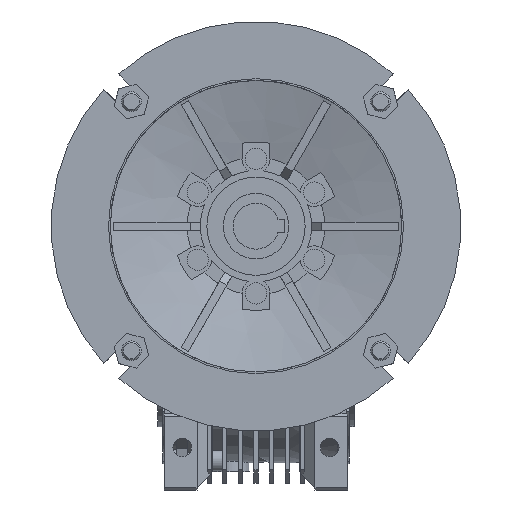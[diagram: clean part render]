
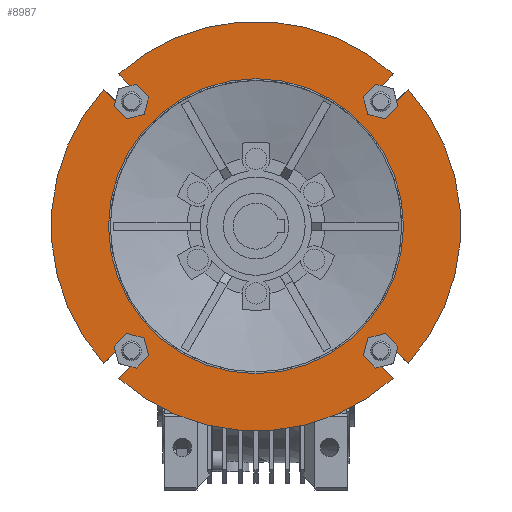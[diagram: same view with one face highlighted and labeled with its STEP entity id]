
A CAD part, front view. The second image highlights one B-rep face of the part: STEP entity #8987.
In plain terms, the highlighted face is planar.
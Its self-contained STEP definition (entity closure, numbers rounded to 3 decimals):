
#8987=ADVANCED_FACE('',(#17039,#17041),#17043,.T.);
#17039=FACE_BOUND('',#17040,.T.);
#17040=EDGE_LOOP('',(#22963,#22964,#22965,#22966,#22967,#22968,#22969,#22970,#22971,
#22972,#22973,#22974,#22975,#22976,#22977,#22978));
#17041=FACE_BOUND('',#17042,.T.);
#17042=EDGE_LOOP('',(#22979));
#17043=PLANE('',#17044);
#17044=AXIS2_PLACEMENT_3D('',#17045,#17046,#17047);
#17045=CARTESIAN_POINT('',(31.5,30.,0.));
#17046=DIRECTION('',(1.,0.,-0.));
#17047=DIRECTION('',(-0.,0.,-1.));
#22963=ORIENTED_EDGE('',*,*,#26093,.T.);
#22964=ORIENTED_EDGE('',*,*,#26094,.T.);
#22965=ORIENTED_EDGE('',*,*,#26095,.T.);
#22966=ORIENTED_EDGE('',*,*,#26096,.F.);
#22967=ORIENTED_EDGE('',*,*,#26097,.T.);
#22968=ORIENTED_EDGE('',*,*,#26098,.T.);
#22969=ORIENTED_EDGE('',*,*,#26099,.T.);
#22970=ORIENTED_EDGE('',*,*,#26100,.F.);
#22971=ORIENTED_EDGE('',*,*,#26101,.T.);
#22972=ORIENTED_EDGE('',*,*,#26102,.T.);
#22973=ORIENTED_EDGE('',*,*,#26103,.T.);
#22974=ORIENTED_EDGE('',*,*,#26104,.F.);
#22975=ORIENTED_EDGE('',*,*,#26089,.T.);
#22976=ORIENTED_EDGE('',*,*,#26092,.T.);
#22977=ORIENTED_EDGE('',*,*,#26105,.T.);
#22978=ORIENTED_EDGE('',*,*,#26106,.F.);
#22979=ORIENTED_EDGE('',*,*,#26107,.F.);
#26089=EDGE_CURVE('',#30742,#30740,#30743,.T.);
#26092=EDGE_CURVE('',#30740,#30745,#30747,.T.);
#26093=EDGE_CURVE('',#30748,#30749,#30750,.T.);
#26094=EDGE_CURVE('',#30749,#30751,#30752,.T.);
#26095=EDGE_CURVE('',#30751,#30753,#30754,.T.);
#26096=EDGE_CURVE('',#30755,#30753,#30756,.T.);
#26097=EDGE_CURVE('',#30755,#30757,#30758,.T.);
#26098=EDGE_CURVE('',#30757,#30759,#30760,.T.);
#26099=EDGE_CURVE('',#30759,#30761,#30762,.T.);
#26100=EDGE_CURVE('',#30763,#30761,#30764,.T.);
#26101=EDGE_CURVE('',#30763,#30765,#30766,.T.);
#26102=EDGE_CURVE('',#30765,#30767,#30768,.T.);
#26103=EDGE_CURVE('',#30767,#30769,#30770,.T.);
#26104=EDGE_CURVE('',#30742,#30769,#30771,.T.);
#26105=EDGE_CURVE('',#30745,#30772,#30773,.T.);
#26106=EDGE_CURVE('',#30748,#30772,#30774,.T.);
#26107=EDGE_CURVE('',#30775,#30775,#30776,.T.);
#30740=VERTEX_POINT('',#43623);
#30742=VERTEX_POINT('',#43627);
#30743=LINE('',#43628,#43629);
#30745=VERTEX_POINT('',#43634);
#30747=CIRCLE('',#43638,125.);
#30748=VERTEX_POINT('',#43642);
#30749=VERTEX_POINT('',#43643);
#30750=LINE('',#43644,#43645);
#30751=VERTEX_POINT('',#43647);
#30752=CIRCLE('',#43648,125.);
#30753=VERTEX_POINT('',#43652);
#30754=LINE('',#43653,#43654);
#30755=VERTEX_POINT('',#43656);
#30756=CIRCLE('',#43657,6.5);
#30757=VERTEX_POINT('',#43661);
#30758=LINE('',#43662,#43663);
#30759=VERTEX_POINT('',#43665);
#30760=CIRCLE('',#43666,125.);
#30761=VERTEX_POINT('',#43670);
#30762=LINE('',#43671,#43672);
#30763=VERTEX_POINT('',#43674);
#30764=CIRCLE('',#43675,6.5);
#30765=VERTEX_POINT('',#43679);
#30766=LINE('',#43680,#43681);
#30767=VERTEX_POINT('',#43683);
#30768=CIRCLE('',#43684,125.);
#30769=VERTEX_POINT('',#43688);
#30770=LINE('',#43689,#43690);
#30771=CIRCLE('',#43692,6.5);
#30772=VERTEX_POINT('',#43696);
#30773=LINE('',#43697,#43698);
#30774=CIRCLE('',#43700,6.5);
#30775=VERTEX_POINT('',#43704);
#30776=CIRCLE('',#43705,90.);
#43623=CARTESIAN_POINT('',(31.5,-83.673,-92.865));
#43627=CARTESIAN_POINT('',(31.5,-71.418,-80.61));
#43628=CARTESIAN_POINT('',(31.5,-71.418,-80.61));
#43629=VECTOR('',#43630,1.);
#43630=DIRECTION('',(0.,-0.707,-0.707));
#43634=CARTESIAN_POINT('',(31.5,83.673,-92.865));
#43638=AXIS2_PLACEMENT_3D('',#43639,#43640,#43641);
#43639=CARTESIAN_POINT('',(31.5,0.,0.));
#43640=DIRECTION('',(1.,-0.,0.));
#43641=DIRECTION('',(0.,-0.669,-0.743));
#43642=CARTESIAN_POINT('',(31.5,80.61,-71.418));
#43643=CARTESIAN_POINT('',(31.5,92.865,-83.673));
#43644=CARTESIAN_POINT('',(31.5,80.61,-71.418));
#43645=VECTOR('',#43646,1.);
#43646=DIRECTION('',(0.,0.707,-0.707));
#43647=CARTESIAN_POINT('',(31.5,92.865,83.673));
#43648=AXIS2_PLACEMENT_3D('',#43649,#43650,#43651);
#43649=CARTESIAN_POINT('',(31.5,0.,0.));
#43650=DIRECTION('',(1.,-0.,0.));
#43651=DIRECTION('',(0.,0.743,-0.669));
#43652=CARTESIAN_POINT('',(31.5,80.61,71.418));
#43653=CARTESIAN_POINT('',(31.5,92.865,83.673));
#43654=VECTOR('',#43655,1.);
#43655=DIRECTION('',(0.,-0.707,-0.707));
#43656=CARTESIAN_POINT('',(31.5,71.418,80.61));
#43657=AXIS2_PLACEMENT_3D('',#43658,#43659,#43660);
#43658=CARTESIAN_POINT('',(31.5,76.014,76.014));
#43659=DIRECTION('',(1.,0.,-0.));
#43660=DIRECTION('',(0.,-0.707,0.707));
#43661=CARTESIAN_POINT('',(31.5,83.673,92.865));
#43662=CARTESIAN_POINT('',(31.5,71.418,80.61));
#43663=VECTOR('',#43664,1.);
#43664=DIRECTION('',(0.,0.707,0.707));
#43665=CARTESIAN_POINT('',(31.5,-83.673,92.865));
#43666=AXIS2_PLACEMENT_3D('',#43667,#43668,#43669);
#43667=CARTESIAN_POINT('',(31.5,0.,0.));
#43668=DIRECTION('',(1.,0.,-0.));
#43669=DIRECTION('',(0.,0.669,0.743));
#43670=CARTESIAN_POINT('',(31.5,-71.418,80.61));
#43671=CARTESIAN_POINT('',(31.5,-83.673,92.865));
#43672=VECTOR('',#43673,1.);
#43673=DIRECTION('',(0.,0.707,-0.707));
#43674=CARTESIAN_POINT('',(31.5,-80.61,71.418));
#43675=AXIS2_PLACEMENT_3D('',#43676,#43677,#43678);
#43676=CARTESIAN_POINT('',(31.5,-76.014,76.014));
#43677=DIRECTION('',(1.,-0.,0.));
#43678=DIRECTION('',(0.,-0.707,-0.707));
#43679=CARTESIAN_POINT('',(31.5,-92.865,83.673));
#43680=CARTESIAN_POINT('',(31.5,-80.61,71.418));
#43681=VECTOR('',#43682,1.);
#43682=DIRECTION('',(0.,-0.707,0.707));
#43683=CARTESIAN_POINT('',(31.5,-92.865,-83.673));
#43684=AXIS2_PLACEMENT_3D('',#43685,#43686,#43687);
#43685=CARTESIAN_POINT('',(31.5,0.,0.));
#43686=DIRECTION('',(1.,0.,-0.));
#43687=DIRECTION('',(0.,-0.743,0.669));
#43688=CARTESIAN_POINT('',(31.5,-80.61,-71.418));
#43689=CARTESIAN_POINT('',(31.5,-92.865,-83.673));
#43690=VECTOR('',#43691,1.);
#43691=DIRECTION('',(0.,0.707,0.707));
#43692=AXIS2_PLACEMENT_3D('',#43693,#43694,#43695);
#43693=CARTESIAN_POINT('',(31.5,-76.014,-76.014));
#43694=DIRECTION('',(1.,-0.,0.));
#43695=DIRECTION('',(0.,0.707,-0.707));
#43696=CARTESIAN_POINT('',(31.5,71.418,-80.61));
#43697=CARTESIAN_POINT('',(31.5,83.673,-92.865));
#43698=VECTOR('',#43699,1.);
#43699=DIRECTION('',(0.,-0.707,0.707));
#43700=AXIS2_PLACEMENT_3D('',#43701,#43702,#43703);
#43701=CARTESIAN_POINT('',(31.5,76.014,-76.014));
#43702=DIRECTION('',(1.,0.,-0.));
#43703=DIRECTION('',(0.,0.707,0.707));
#43704=CARTESIAN_POINT('',(31.5,0.,-90.));
#43705=AXIS2_PLACEMENT_3D('',#43706,#43707,#43708);
#43706=CARTESIAN_POINT('',(31.5,0.,0.));
#43707=DIRECTION('',(1.,0.,-0.));
#43708=DIRECTION('',(0.,0.,-1.));
